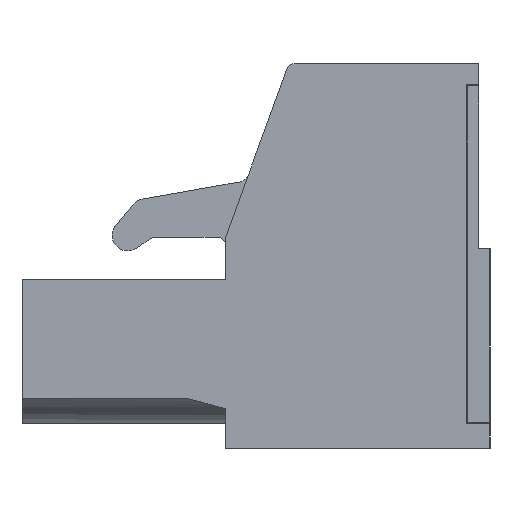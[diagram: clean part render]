
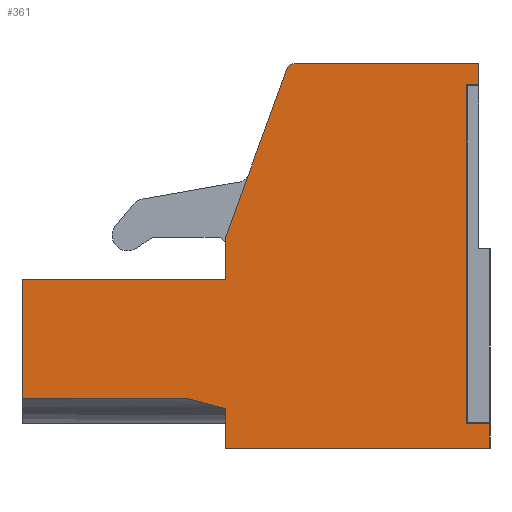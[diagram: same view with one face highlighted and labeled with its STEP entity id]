
A CAD part, front view. The second image highlights one B-rep face of the part: STEP entity #361.
In plain terms, the highlighted planar face has unit normal (0, -1, 0).
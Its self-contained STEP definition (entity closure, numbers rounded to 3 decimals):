
#361 = ADVANCED_FACE( '', ( #939 ), #940, .T. );
#939 = FACE_OUTER_BOUND( '', #1753, .T. );
#940 = PLANE( '', #1754 );
#1753 = EDGE_LOOP( '', ( #2839, #2840, #2841, #2842, #2843, #2844, #2845, #2846, #2847, #2848, #2849, #2850, #2851, #2852, #2853 ) );
#1754 = AXIS2_PLACEMENT_3D( '', #2854, #2855, #2856 );
#2839 = ORIENTED_EDGE( '', *, *, #4921, .T. );
#2840 = ORIENTED_EDGE( '', *, *, #4922, .F. );
#2841 = ORIENTED_EDGE( '', *, *, #4923, .F. );
#2842 = ORIENTED_EDGE( '', *, *, #4924, .F. );
#2843 = ORIENTED_EDGE( '', *, *, #4925, .T. );
#2844 = ORIENTED_EDGE( '', *, *, #4833, .F. );
#2845 = ORIENTED_EDGE( '', *, *, #4926, .F. );
#2846 = ORIENTED_EDGE( '', *, *, #4927, .T. );
#2847 = ORIENTED_EDGE( '', *, *, #4728, .T. );
#2848 = ORIENTED_EDGE( '', *, *, #4928, .T. );
#2849 = ORIENTED_EDGE( '', *, *, #4929, .T. );
#2850 = ORIENTED_EDGE( '', *, *, #4894, .F. );
#2851 = ORIENTED_EDGE( '', *, *, #4930, .F. );
#2852 = ORIENTED_EDGE( '', *, *, #4931, .F. );
#2853 = ORIENTED_EDGE( '', *, *, #4932, .F. );
#2854 = CARTESIAN_POINT( '', ( -22.574, -15.476, 1.1 ) );
#2855 = DIRECTION( '', ( 0., -1., 0. ) );
#2856 = DIRECTION( '', ( -1., 0., 0. ) );
#4728 = EDGE_CURVE( '', #5653, #5651, #5654, .T. );
#4833 = EDGE_CURVE( '', #5841, #5824, #5843, .T. );
#4894 = EDGE_CURVE( '', #5942, #5944, #5945, .T. );
#4921 = EDGE_CURVE( '', #5991, #5992, #5993, .T. );
#4922 = EDGE_CURVE( '', #5994, #5992, #5995, .T. );
#4923 = EDGE_CURVE( '', #5996, #5994, #5997, .T. );
#4924 = EDGE_CURVE( '', #5998, #5996, #5999, .T. );
#4925 = EDGE_CURVE( '', #5998, #5824, #6000, .T. );
#4926 = EDGE_CURVE( '', #6001, #5841, #6002, .T. );
#4927 = EDGE_CURVE( '', #6001, #5653, #6003, .T. );
#4928 = EDGE_CURVE( '', #5651, #6004, #6005, .T. );
#4929 = EDGE_CURVE( '', #6004, #5944, #6006, .T. );
#4930 = EDGE_CURVE( '', #6007, #5942, #6008, .T. );
#4931 = EDGE_CURVE( '', #6009, #6007, #6010, .T. );
#4932 = EDGE_CURVE( '', #5991, #6009, #6011, .T. );
#5651 = VERTEX_POINT( '', #6964 );
#5653 = VERTEX_POINT( '', #6967 );
#5654 = LINE( '', #6968, #6969 );
#5824 = VERTEX_POINT( '', #7202 );
#5841 = VERTEX_POINT( '', #7228 );
#5843 = LINE( '', #7231, #7232 );
#5942 = VERTEX_POINT( '', #7371 );
#5944 = VERTEX_POINT( '', #7374 );
#5945 = LINE( '', #7375, #7376 );
#5991 = VERTEX_POINT( '', #7441 );
#5992 = VERTEX_POINT( '', #7442 );
#5993 = LINE( '', #7443, #7444 );
#5994 = VERTEX_POINT( '', #7445 );
#5995 = LINE( '', #7446, #7447 );
#5996 = VERTEX_POINT( '', #7448 );
#5997 = LINE( '', #7449, #7450 );
#5998 = VERTEX_POINT( '', #7451 );
#5999 = LINE( '', #7452, #7453 );
#6000 = CIRCLE( '', #7454, 0.3 );
#6001 = VERTEX_POINT( '', #7455 );
#6002 = LINE( '', #7456, #7457 );
#6003 = LINE( '', #7458, #7459 );
#6004 = VERTEX_POINT( '', #7460 );
#6005 = LINE( '', #7461, #7462 );
#6006 = LINE( '', #7463, #7464 );
#6007 = VERTEX_POINT( '', #7465 );
#6008 = LINE( '', #7466, #7467 );
#6009 = VERTEX_POINT( '', #7468 );
#6010 = LINE( '', #7469, #7470 );
#6011 = LINE( '', #7471, #7472 );
#6964 = CARTESIAN_POINT( '', ( -40.924, -15.476, -11.5 ) );
#6967 = CARTESIAN_POINT( '', ( -40.924, -15.476, -6.7 ) );
#6968 = CARTESIAN_POINT( '', ( -40.924, -15.476, -11.5 ) );
#6969 = VECTOR( '', #8646, 1000. );
#7202 = CARTESIAN_POINT( '', ( -30.248, -15.476, 1.803 ) );
#7228 = CARTESIAN_POINT( '', ( -32.724, -15.476, -5. ) );
#7231 = CARTESIAN_POINT( '', ( -32.856, -15.476, -5.361 ) );
#7232 = VECTOR( '', #8765, 1000. );
#7371 = CARTESIAN_POINT( '', ( -32.724, -15.476, -13.5 ) );
#7374 = CARTESIAN_POINT( '', ( -32.724, -15.476, -11.9 ) );
#7375 = CARTESIAN_POINT( '', ( -32.724, -15.476, -11.9 ) );
#7376 = VECTOR( '', #8825, 1000. );
#7441 = CARTESIAN_POINT( '', ( -23.024, -15.476, -12.5 ) );
#7442 = CARTESIAN_POINT( '', ( -23.024, -15.476, 1.15 ) );
#7443 = CARTESIAN_POINT( '', ( -23.024, -15.476, -5.3 ) );
#7444 = VECTOR( '', #8857, 1000. );
#7445 = CARTESIAN_POINT( '', ( -22.524, -15.476, 1.15 ) );
#7446 = CARTESIAN_POINT( '', ( -23.074, -15.476, 1.15 ) );
#7447 = VECTOR( '', #8858, 1000. );
#7448 = CARTESIAN_POINT( '', ( -22.524, -15.476, 2. ) );
#7449 = CARTESIAN_POINT( '', ( -22.524, -15.476, 0.84 ) );
#7450 = VECTOR( '', #8859, 1000. );
#7451 = CARTESIAN_POINT( '', ( -29.966, -15.476, 2. ) );
#7452 = CARTESIAN_POINT( '', ( -22.374, -15.476, 2. ) );
#7453 = VECTOR( '', #8860, 1000. );
#7454 = AXIS2_PLACEMENT_3D( '', #8861, #8862, #8863 );
#7455 = CARTESIAN_POINT( '', ( -32.724, -15.476, -6.7 ) );
#7456 = CARTESIAN_POINT( '', ( -32.724, -15.476, -11.9 ) );
#7457 = VECTOR( '', #8864, 1000. );
#7458 = CARTESIAN_POINT( '', ( -41.024, -15.476, -6.7 ) );
#7459 = VECTOR( '', #8865, 1000. );
#7460 = CARTESIAN_POINT( '', ( -34.217, -15.476, -11.5 ) );
#7461 = CARTESIAN_POINT( '', ( -34.217, -15.476, -11.5 ) );
#7462 = VECTOR( '', #8866, 1000. );
#7463 = CARTESIAN_POINT( '', ( -32.724, -15.476, -11.9 ) );
#7464 = VECTOR( '', #8867, 1000. );
#7465 = CARTESIAN_POINT( '', ( -22.074, -15.476, -13.5 ) );
#7466 = CARTESIAN_POINT( '', ( -32.724, -15.476, -13.5 ) );
#7467 = VECTOR( '', #8868, 1000. );
#7468 = CARTESIAN_POINT( '', ( -22.074, -15.476, -12.5 ) );
#7469 = CARTESIAN_POINT( '', ( -22.074, -15.476, -13.5 ) );
#7470 = VECTOR( '', #8869, 1000. );
#7471 = CARTESIAN_POINT( '', ( -21.874, -15.476, -12.5 ) );
#7472 = VECTOR( '', #8870, 1000. );
#8646 = DIRECTION( '', ( 0., 0., -1. ) );
#8765 = DIRECTION( '', ( 0.342, 0., 0.94 ) );
#8825 = DIRECTION( '', ( 0., 0., 1. ) );
#8857 = DIRECTION( '', ( 0., 0., 1. ) );
#8858 = DIRECTION( '', ( -1., 0., 0. ) );
#8859 = DIRECTION( '', ( 0., 0., -1. ) );
#8860 = DIRECTION( '', ( 1., 0., 0. ) );
#8861 = CARTESIAN_POINT( '', ( -29.966, -15.476, 1.7 ) );
#8862 = DIRECTION( '', ( 0., -1., 0. ) );
#8863 = DIRECTION( '', ( 1., 0., 0. ) );
#8864 = DIRECTION( '', ( 0., 0., 1. ) );
#8865 = DIRECTION( '', ( -1., 0., 0. ) );
#8866 = DIRECTION( '', ( 1., 0., 0. ) );
#8867 = DIRECTION( '', ( 0.966, 0., -0.259 ) );
#8868 = DIRECTION( '', ( -1., 0., 0. ) );
#8869 = DIRECTION( '', ( 0., 0., -1. ) );
#8870 = DIRECTION( '', ( 1., 0., 0. ) );
